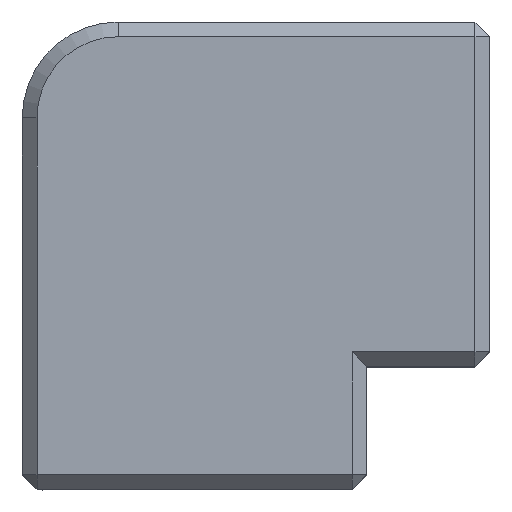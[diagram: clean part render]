
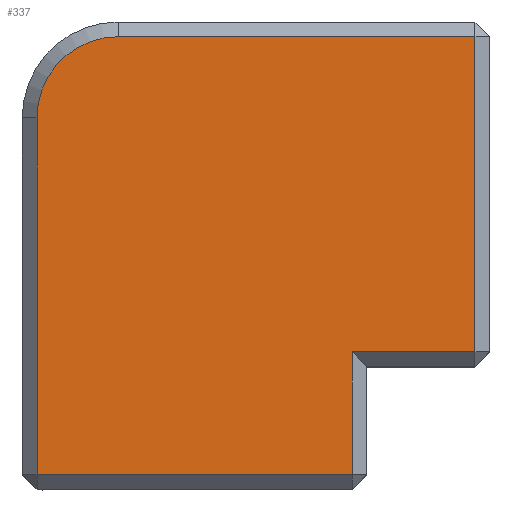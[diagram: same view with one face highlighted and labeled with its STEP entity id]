
A CAD part, top view. The second image highlights one B-rep face of the part: STEP entity #337.
In plain terms, the highlighted planar face has unit normal (0, 0, 1).
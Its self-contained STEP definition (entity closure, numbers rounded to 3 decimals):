
#273=AXIS2_PLACEMENT_3D('Circle Axis2P3D',#271,#272,$) ;
#286=AXIS2_PLACEMENT_3D('Plane Axis2P3D',#283,#284,#285) ;
#261=CARTESIAN_POINT('Vertex',(20.735,-21.31,16.1)) ;
#268=CARTESIAN_POINT('Vertex',(16.335,-25.71,16.1)) ;
#271=CARTESIAN_POINT('Axis2P3D Location',(20.735,-25.71,16.1)) ;
#283=CARTESIAN_POINT('Axis2P3D Location',(0.,0.,16.1)) ;
#288=CARTESIAN_POINT('Line Origine',(40.083,-29.851,16.1)) ;
#292=CARTESIAN_POINT('Vertex',(40.083,-38.391,16.1)) ;
#294=CARTESIAN_POINT('Vertex',(40.083,-21.31,16.1)) ;
#297=CARTESIAN_POINT('Line Origine',(30.409,-21.31,16.1)) ;
#302=CARTESIAN_POINT('Line Origine',(16.335,-35.384,16.1)) ;
#306=CARTESIAN_POINT('Vertex',(16.335,-45.058,16.1)) ;
#309=CARTESIAN_POINT('Line Origine',(24.876,-45.058,16.1)) ;
#313=CARTESIAN_POINT('Vertex',(33.416,-45.058,16.1)) ;
#316=CARTESIAN_POINT('Line Origine',(33.416,-41.724,16.1)) ;
#320=CARTESIAN_POINT('Vertex',(33.416,-38.391,16.1)) ;
#323=CARTESIAN_POINT('Line Origine',(36.749,-38.391,16.1)) ;
#272=DIRECTION('Axis2P3D Direction',(-0.,0.,1.)) ;
#284=DIRECTION('Axis2P3D Direction',(0.,0.,1.)) ;
#285=DIRECTION('Axis2P3D XDirection',(1.,0.,0.)) ;
#289=DIRECTION('Vector Direction',(0.,-1.,0.)) ;
#298=DIRECTION('Vector Direction',(1.,0.,0.)) ;
#303=DIRECTION('Vector Direction',(0.,1.,0.)) ;
#310=DIRECTION('Vector Direction',(-1.,0.,0.)) ;
#317=DIRECTION('Vector Direction',(0.,-1.,0.)) ;
#324=DIRECTION('Vector Direction',(-1.,0.,0.)) ;
#290=VECTOR('Line Direction',#289,1.) ;
#299=VECTOR('Line Direction',#298,1.) ;
#304=VECTOR('Line Direction',#303,1.) ;
#311=VECTOR('Line Direction',#310,1.) ;
#318=VECTOR('Line Direction',#317,1.) ;
#325=VECTOR('Line Direction',#324,1.) ;
#329=ORIENTED_EDGE('',*,*,#296,.T.) ;
#330=ORIENTED_EDGE('',*,*,#301,.T.) ;
#331=ORIENTED_EDGE('',*,*,#275,.T.) ;
#332=ORIENTED_EDGE('',*,*,#308,.T.) ;
#333=ORIENTED_EDGE('',*,*,#315,.T.) ;
#334=ORIENTED_EDGE('',*,*,#322,.T.) ;
#335=ORIENTED_EDGE('',*,*,#327,.T.) ;
#337=ADVANCED_FACE('Body.2',(#336),#287,.T.) ;
#274=CIRCLE('generated circle',#273,4.4) ;
#275=EDGE_CURVE('',#262,#269,#274,.T.) ;
#296=EDGE_CURVE('',#293,#295,#291,.F.) ;
#301=EDGE_CURVE('',#295,#262,#300,.F.) ;
#308=EDGE_CURVE('',#269,#307,#305,.F.) ;
#315=EDGE_CURVE('',#307,#314,#312,.F.) ;
#322=EDGE_CURVE('',#314,#321,#319,.F.) ;
#327=EDGE_CURVE('',#321,#293,#326,.F.) ;
#328=EDGE_LOOP('',(#329,#330,#331,#332,#333,#334,#335)) ;
#336=FACE_OUTER_BOUND('',#328,.T.) ;
#291=LINE('Line',#288,#290) ;
#300=LINE('Line',#297,#299) ;
#305=LINE('Line',#302,#304) ;
#312=LINE('Line',#309,#311) ;
#319=LINE('Line',#316,#318) ;
#326=LINE('Line',#323,#325) ;
#287=PLANE('',#286) ;
#262=VERTEX_POINT('',#261) ;
#269=VERTEX_POINT('',#268) ;
#293=VERTEX_POINT('',#292) ;
#295=VERTEX_POINT('',#294) ;
#307=VERTEX_POINT('',#306) ;
#314=VERTEX_POINT('',#313) ;
#321=VERTEX_POINT('',#320) ;
